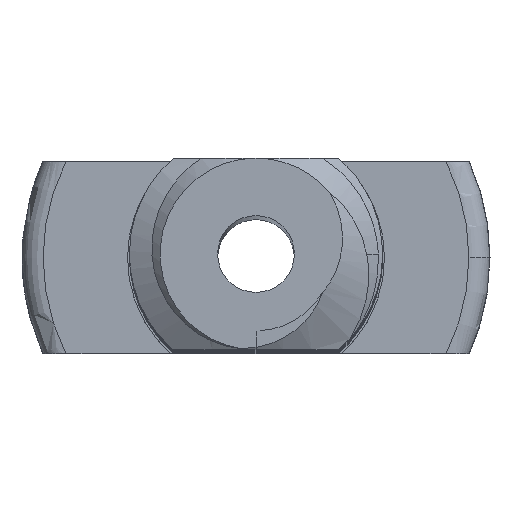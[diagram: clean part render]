
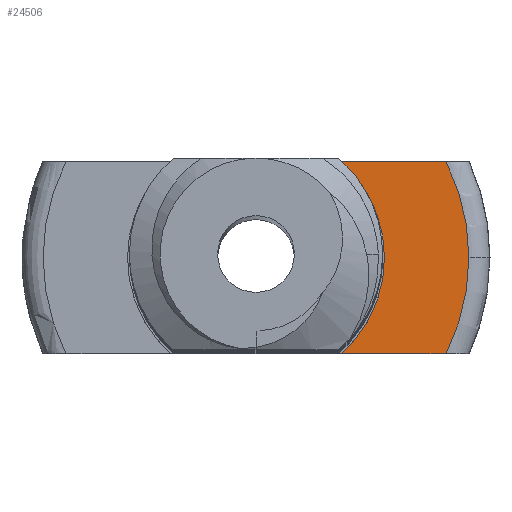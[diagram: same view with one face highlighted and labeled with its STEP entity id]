
A CAD part, top view. The second image highlights one B-rep face of the part: STEP entity #24506.
In plain terms, the highlighted planar face has unit normal (0, 0, 1).
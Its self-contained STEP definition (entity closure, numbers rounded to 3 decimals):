
#5219 = PLANE('',#5220);
#5220 = AXIS2_PLACEMENT_3D('',#5221,#5222,#5223);
#5221 = CARTESIAN_POINT('',(12.5,-2.5,68.214));
#5222 = DIRECTION('',(0.,1.,0.));
#5223 = DIRECTION('',(-1.,0.,0.));
#6008 = PLANE('',#6009);
#6009 = AXIS2_PLACEMENT_3D('',#6010,#6011,#6012);
#6010 = CARTESIAN_POINT('',(-12.5,2.5,68.214));
#6011 = DIRECTION('',(0.,-1.,0.));
#6012 = DIRECTION('',(1.,0.,0.));
#7889 = VERTEX_POINT('',#7890);
#7890 = CARTESIAN_POINT('',(2.23,-2.5,0.));
#7904 = CYLINDRICAL_SURFACE('',#7905,3.35);
#7905 = AXIS2_PLACEMENT_3D('',#7906,#7907,#7908);
#7906 = CARTESIAN_POINT('',(0.,0.,1.8)
  );
#7907 = DIRECTION('',(0.,0.,-1.));
#7908 = DIRECTION('',(1.,0.,0.));
#7916 = EDGE_CURVE('',#7917,#7889,#7919,.T.);
#7917 = VERTEX_POINT('',#7918);
#7918 = CARTESIAN_POINT('',(4.955,-2.5,0.));
#7919 = SURFACE_CURVE('',#7920,(#7924,#7931),.PCURVE_S1.);
#7920 = LINE('',#7921,#7922);
#7921 = CARTESIAN_POINT('',(6.25,-2.5,0.));
#7922 = VECTOR('',#7923,1.);
#7923 = DIRECTION('',(-1.,0.,0.));
#7924 = PCURVE('',#5219,#7925);
#7925 = DEFINITIONAL_REPRESENTATION('',(#7926),#7930);
#7926 = LINE('',#7927,#7928);
#7927 = CARTESIAN_POINT('',(6.25,-68.214));
#7928 = VECTOR('',#7929,1.);
#7929 = DIRECTION('',(1.,0.));
#7930 = ( GEOMETRIC_REPRESENTATION_CONTEXT(2) 
PARAMETRIC_REPRESENTATION_CONTEXT() REPRESENTATION_CONTEXT('2D SPACE',''
  ) );
#7931 = PCURVE('',#7932,#7937);
#7932 = PLANE('',#7933);
#7933 = AXIS2_PLACEMENT_3D('',#7934,#7935,#7936);
#7934 = CARTESIAN_POINT('',(0.,0.,
    0.));
#7935 = DIRECTION('',(0.,0.,-1.));
#7936 = DIRECTION('',(1.,0.,0.));
#7937 = DEFINITIONAL_REPRESENTATION('',(#7938),#7942);
#7938 = LINE('',#7939,#7940);
#7939 = CARTESIAN_POINT('',(6.25,2.5));
#7940 = VECTOR('',#7941,1.);
#7941 = DIRECTION('',(-1.,0.));
#7942 = ( GEOMETRIC_REPRESENTATION_CONTEXT(2) 
PARAMETRIC_REPRESENTATION_CONTEXT() REPRESENTATION_CONTEXT('2D SPACE',''
  ) );
#7998 = TOROIDAL_SURFACE('',#7999,5.55,0.55);
#7999 = AXIS2_PLACEMENT_3D('',#8000,#8001,#8002);
#8000 = CARTESIAN_POINT('',(0.,0.,-0.55)
  );
#8001 = DIRECTION('',(0.,0.,1.));
#8002 = DIRECTION('',(1.,0.,0.));
#20039 = TOROIDAL_SURFACE('',#20040,5.55,0.55);
#20040 = AXIS2_PLACEMENT_3D('',#20041,#20042,#20043);
#20041 = CARTESIAN_POINT('',(0.,0.,-0.55
    ));
#20042 = DIRECTION('',(0.,0.,1.));
#20043 = DIRECTION('',(1.,0.,0.));
#22151 = VERTEX_POINT('',#22152);
#22152 = CARTESIAN_POINT('',(4.955,2.5,0.));
#22230 = EDGE_CURVE('',#22231,#22151,#22233,.T.);
#22231 = VERTEX_POINT('',#22232);
#22232 = CARTESIAN_POINT('',(2.23,2.5,0.));
#22233 = SURFACE_CURVE('',#22234,(#22238,#22245),.PCURVE_S1.);
#22234 = LINE('',#22235,#22236);
#22235 = CARTESIAN_POINT('',(-6.25,2.5,0.));
#22236 = VECTOR('',#22237,1.);
#22237 = DIRECTION('',(1.,0.,0.));
#22238 = PCURVE('',#6008,#22239);
#22239 = DEFINITIONAL_REPRESENTATION('',(#22240),#22244);
#22240 = LINE('',#22241,#22242);
#22241 = CARTESIAN_POINT('',(6.25,-68.214));
#22242 = VECTOR('',#22243,1.);
#22243 = DIRECTION('',(1.,0.));
#22244 = ( GEOMETRIC_REPRESENTATION_CONTEXT(2) 
PARAMETRIC_REPRESENTATION_CONTEXT() REPRESENTATION_CONTEXT('2D SPACE',''
  ) );
#22245 = PCURVE('',#7932,#22246);
#22246 = DEFINITIONAL_REPRESENTATION('',(#22247),#22251);
#22247 = LINE('',#22248,#22249);
#22248 = CARTESIAN_POINT('',(-6.25,-2.5));
#22249 = VECTOR('',#22250,1.);
#22250 = DIRECTION('',(1.,0.));
#22251 = ( GEOMETRIC_REPRESENTATION_CONTEXT(2) 
PARAMETRIC_REPRESENTATION_CONTEXT() REPRESENTATION_CONTEXT('2D SPACE',''
  ) );
#22267 = CYLINDRICAL_SURFACE('',#22268,3.35);
#22268 = AXIS2_PLACEMENT_3D('',#22269,#22270,#22271);
#22269 = CARTESIAN_POINT('',(0.,0.,1.8)
  );
#22270 = DIRECTION('',(0.,0.,-1.));
#22271 = DIRECTION('',(1.,0.,0.));
#24461 = VERTEX_POINT('',#24462);
#24462 = CARTESIAN_POINT('',(3.35,0.,0.
    ));
#24485 = EDGE_CURVE('',#24461,#7889,#24486,.T.);
#24486 = SURFACE_CURVE('',#24487,(#24492,#24499),.PCURVE_S1.);
#24487 = CIRCLE('',#24488,3.35);
#24488 = AXIS2_PLACEMENT_3D('',#24489,#24490,#24491);
#24489 = CARTESIAN_POINT('',(0.,0.,
    0.));
#24490 = DIRECTION('',(0.,0.,-1.));
#24491 = DIRECTION('',(1.,0.,0.));
#24492 = PCURVE('',#7904,#24493);
#24493 = DEFINITIONAL_REPRESENTATION('',(#24494),#24498);
#24494 = LINE('',#24495,#24496);
#24495 = CARTESIAN_POINT('',(0.,1.8));
#24496 = VECTOR('',#24497,1.);
#24497 = DIRECTION('',(1.,0.));
#24498 = ( GEOMETRIC_REPRESENTATION_CONTEXT(2) 
PARAMETRIC_REPRESENTATION_CONTEXT() REPRESENTATION_CONTEXT('2D SPACE',''
  ) );
#24499 = PCURVE('',#7932,#24500);
#24500 = DEFINITIONAL_REPRESENTATION('',(#24501),#24505);
#24501 = CIRCLE('',#24502,3.35);
#24502 = AXIS2_PLACEMENT_2D('',#24503,#24504);
#24503 = CARTESIAN_POINT('',(0.,0.));
#24504 = DIRECTION('',(1.,0.));
#24505 = ( GEOMETRIC_REPRESENTATION_CONTEXT(2) 
PARAMETRIC_REPRESENTATION_CONTEXT() REPRESENTATION_CONTEXT('2D SPACE',''
  ) );
#24506 = ADVANCED_FACE('',(#24507),#7932,.F.);
#24507 = FACE_BOUND('',#24508,.T.);
#24508 = EDGE_LOOP('',(#24509,#24531,#24532,#24533,#24557,#24579));
#24509 = ORIENTED_EDGE('',*,*,#24510,.T.);
#24510 = EDGE_CURVE('',#22231,#24461,#24511,.T.);
#24511 = SURFACE_CURVE('',#24512,(#24517,#24524),.PCURVE_S1.);
#24512 = CIRCLE('',#24513,3.35);
#24513 = AXIS2_PLACEMENT_3D('',#24514,#24515,#24516);
#24514 = CARTESIAN_POINT('',(0.,0.,
    0.));
#24515 = DIRECTION('',(0.,0.,-1.));
#24516 = DIRECTION('',(1.,0.,0.));
#24517 = PCURVE('',#7932,#24518);
#24518 = DEFINITIONAL_REPRESENTATION('',(#24519),#24523);
#24519 = CIRCLE('',#24520,3.35);
#24520 = AXIS2_PLACEMENT_2D('',#24521,#24522);
#24521 = CARTESIAN_POINT('',(0.,0.));
#24522 = DIRECTION('',(1.,0.));
#24523 = ( GEOMETRIC_REPRESENTATION_CONTEXT(2) 
PARAMETRIC_REPRESENTATION_CONTEXT() REPRESENTATION_CONTEXT('2D SPACE',''
  ) );
#24524 = PCURVE('',#22267,#24525);
#24525 = DEFINITIONAL_REPRESENTATION('',(#24526),#24530);
#24526 = LINE('',#24527,#24528);
#24527 = CARTESIAN_POINT('',(0.,1.8));
#24528 = VECTOR('',#24529,1.);
#24529 = DIRECTION('',(1.,0.));
#24530 = ( GEOMETRIC_REPRESENTATION_CONTEXT(2) 
PARAMETRIC_REPRESENTATION_CONTEXT() REPRESENTATION_CONTEXT('2D SPACE',''
  ) );
#24531 = ORIENTED_EDGE('',*,*,#24485,.T.);
#24532 = ORIENTED_EDGE('',*,*,#7916,.F.);
#24533 = ORIENTED_EDGE('',*,*,#24534,.F.);
#24534 = EDGE_CURVE('',#24535,#7917,#24537,.T.);
#24535 = VERTEX_POINT('',#24536);
#24536 = CARTESIAN_POINT('',(5.55,0.,0.
    ));
#24537 = SURFACE_CURVE('',#24538,(#24543,#24550),.PCURVE_S1.);
#24538 = CIRCLE('',#24539,5.55);
#24539 = AXIS2_PLACEMENT_3D('',#24540,#24541,#24542);
#24540 = CARTESIAN_POINT('',(0.,0.,
    0.));
#24541 = DIRECTION('',(0.,0.,-1.));
#24542 = DIRECTION('',(1.,0.,0.));
#24543 = PCURVE('',#7932,#24544);
#24544 = DEFINITIONAL_REPRESENTATION('',(#24545),#24549);
#24545 = CIRCLE('',#24546,5.55);
#24546 = AXIS2_PLACEMENT_2D('',#24547,#24548);
#24547 = CARTESIAN_POINT('',(0.,0.));
#24548 = DIRECTION('',(1.,0.));
#24549 = ( GEOMETRIC_REPRESENTATION_CONTEXT(2) 
PARAMETRIC_REPRESENTATION_CONTEXT() REPRESENTATION_CONTEXT('2D SPACE',''
  ) );
#24550 = PCURVE('',#7998,#24551);
#24551 = DEFINITIONAL_REPRESENTATION('',(#24552),#24556);
#24552 = LINE('',#24553,#24554);
#24553 = CARTESIAN_POINT('',(0.,7.854));
#24554 = VECTOR('',#24555,1.);
#24555 = DIRECTION('',(-1.,0.));
#24556 = ( GEOMETRIC_REPRESENTATION_CONTEXT(2) 
PARAMETRIC_REPRESENTATION_CONTEXT() REPRESENTATION_CONTEXT('2D SPACE',''
  ) );
#24557 = ORIENTED_EDGE('',*,*,#24558,.F.);
#24558 = EDGE_CURVE('',#22151,#24535,#24559,.T.);
#24559 = SURFACE_CURVE('',#24560,(#24565,#24572),.PCURVE_S1.);
#24560 = CIRCLE('',#24561,5.55);
#24561 = AXIS2_PLACEMENT_3D('',#24562,#24563,#24564);
#24562 = CARTESIAN_POINT('',(0.,0.,
    0.));
#24563 = DIRECTION('',(0.,0.,-1.));
#24564 = DIRECTION('',(1.,0.,0.));
#24565 = PCURVE('',#7932,#24566);
#24566 = DEFINITIONAL_REPRESENTATION('',(#24567),#24571);
#24567 = CIRCLE('',#24568,5.55);
#24568 = AXIS2_PLACEMENT_2D('',#24569,#24570);
#24569 = CARTESIAN_POINT('',(0.,0.));
#24570 = DIRECTION('',(1.,0.));
#24571 = ( GEOMETRIC_REPRESENTATION_CONTEXT(2) 
PARAMETRIC_REPRESENTATION_CONTEXT() REPRESENTATION_CONTEXT('2D SPACE',''
  ) );
#24572 = PCURVE('',#20039,#24573);
#24573 = DEFINITIONAL_REPRESENTATION('',(#24574),#24578);
#24574 = LINE('',#24575,#24576);
#24575 = CARTESIAN_POINT('',(0.,7.854));
#24576 = VECTOR('',#24577,1.);
#24577 = DIRECTION('',(-1.,0.));
#24578 = ( GEOMETRIC_REPRESENTATION_CONTEXT(2) 
PARAMETRIC_REPRESENTATION_CONTEXT() REPRESENTATION_CONTEXT('2D SPACE',''
  ) );
#24579 = ORIENTED_EDGE('',*,*,#22230,.F.);
